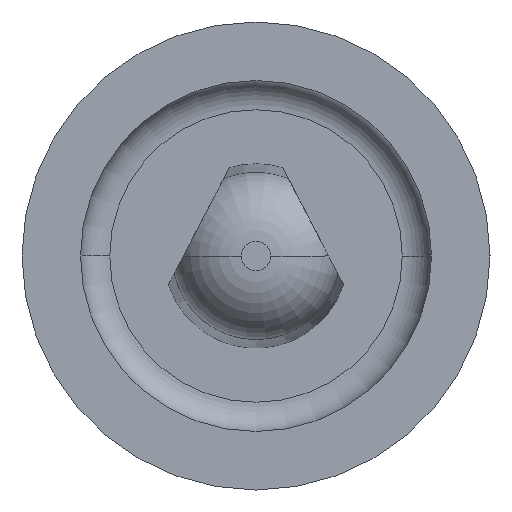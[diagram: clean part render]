
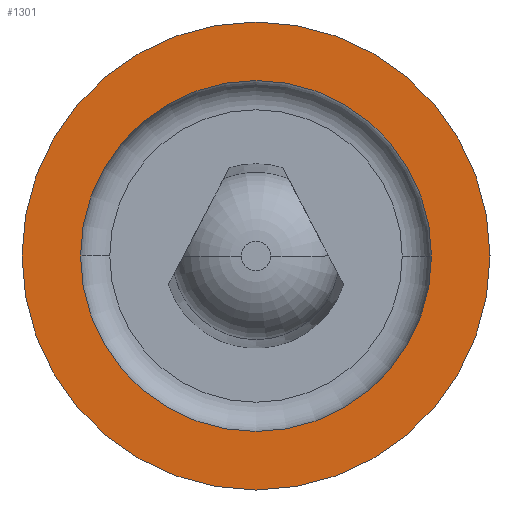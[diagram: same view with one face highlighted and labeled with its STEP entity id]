
A CAD part, left-side view. The second image highlights one B-rep face of the part: STEP entity #1301.
In plain terms, the highlighted planar face has unit normal (-1, 0, 0).
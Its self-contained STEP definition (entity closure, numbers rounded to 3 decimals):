
#13 = DIRECTION ( 'NONE',  ( -1., 0., 0. ) ) ;
#62 = VERTEX_POINT ( 'NONE', #224 ) ;
#65 = EDGE_LOOP ( 'NONE', ( #866, #74 ) ) ;
#73 = DIRECTION ( 'NONE',  ( 0., 0., 1. ) ) ;
#74 = ORIENTED_EDGE ( 'NONE', *, *, #234, .F. ) ;
#139 = ORIENTED_EDGE ( 'NONE', *, *, #708, .T. ) ;
#155 = DIRECTION ( 'NONE',  ( -1., 0., 0. ) ) ;
#224 = CARTESIAN_POINT ( 'NONE',  ( 5.24, -4., 0. ) ) ;
#234 = EDGE_CURVE ( 'NONE', #659, #675, #1584, .T. ) ;
#297 = PLANE ( 'NONE',  #1316 ) ;
#462 = AXIS2_PLACEMENT_3D ( 'NONE', #1010, #1255, #73 ) ;
#465 = CIRCLE ( 'NONE', #491, 4. ) ;
#491 = AXIS2_PLACEMENT_3D ( 'NONE', #1497, #155, #759 ) ;
#613 = DIRECTION ( 'NONE',  ( -1., 0., 0. ) ) ;
#659 = VERTEX_POINT ( 'NONE', #667 ) ;
#667 = CARTESIAN_POINT ( 'NONE',  ( 5.24, 0., 3. ) ) ;
#675 = VERTEX_POINT ( 'NONE', #681 ) ;
#681 = CARTESIAN_POINT ( 'NONE',  ( 5.24, 0., -3. ) ) ;
#685 = AXIS2_PLACEMENT_3D ( 'NONE', #1087, #613, #1073 ) ;
#708 = EDGE_CURVE ( 'NONE', #1640, #62, #890, .T. ) ;
#759 = DIRECTION ( 'NONE',  ( 0., 0., 1. ) ) ;
#768 = FACE_OUTER_BOUND ( 'NONE', #1360, .T. ) ;
#772 = DIRECTION ( 'NONE',  ( -1., 0., 0. ) ) ;
#778 = CARTESIAN_POINT ( 'NONE',  ( 5.24, 4., 0. ) ) ;
#866 = ORIENTED_EDGE ( 'NONE', *, *, #1837, .F. ) ;
#890 = CIRCLE ( 'NONE', #1002, 4. ) ;
#1002 = AXIS2_PLACEMENT_3D ( 'NONE', #1656, #772, #1364 ) ;
#1010 = CARTESIAN_POINT ( 'NONE',  ( 5.24, 0., 0. ) ) ;
#1073 = DIRECTION ( 'NONE',  ( 0., 0., 1. ) ) ;
#1087 = CARTESIAN_POINT ( 'NONE',  ( 5.24, 0., 0. ) ) ;
#1174 = ORIENTED_EDGE ( 'NONE', *, *, #1306, .T. ) ;
#1234 = DIRECTION ( 'NONE',  ( 0., 0., 1. ) ) ;
#1255 = DIRECTION ( 'NONE',  ( -1., 0., 0. ) ) ;
#1301 = ADVANCED_FACE ( 'NONE', ( #768, #1634 ), #297, .T. ) ;
#1306 = EDGE_CURVE ( 'NONE', #62, #1640, #465, .T. ) ;
#1316 = AXIS2_PLACEMENT_3D ( 'NONE', #1642, #13, #1234 ) ;
#1347 = CIRCLE ( 'NONE', #685, 3. ) ;
#1360 = EDGE_LOOP ( 'NONE', ( #139, #1174 ) ) ;
#1364 = DIRECTION ( 'NONE',  ( 0., 0., 1. ) ) ;
#1497 = CARTESIAN_POINT ( 'NONE',  ( 5.24, 0., 0. ) ) ;
#1584 = CIRCLE ( 'NONE', #462, 3. ) ;
#1634 = FACE_BOUND ( 'NONE', #65, .T. ) ;
#1640 = VERTEX_POINT ( 'NONE', #778 ) ;
#1642 = CARTESIAN_POINT ( 'NONE',  ( 5.24, 0., 0. ) ) ;
#1656 = CARTESIAN_POINT ( 'NONE',  ( 5.24, 0., 0. ) ) ;
#1837 = EDGE_CURVE ( 'NONE', #675, #659, #1347, .T. ) ;
